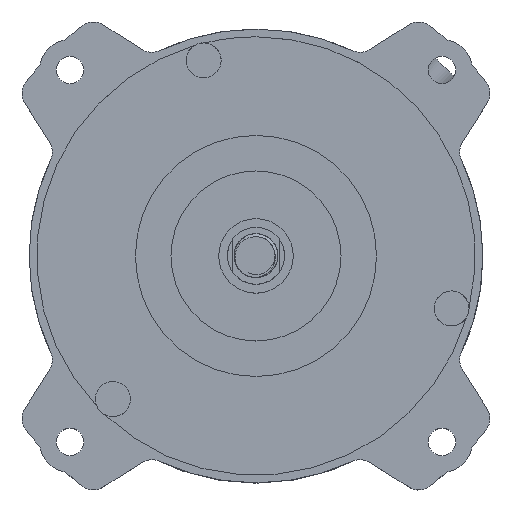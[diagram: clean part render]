
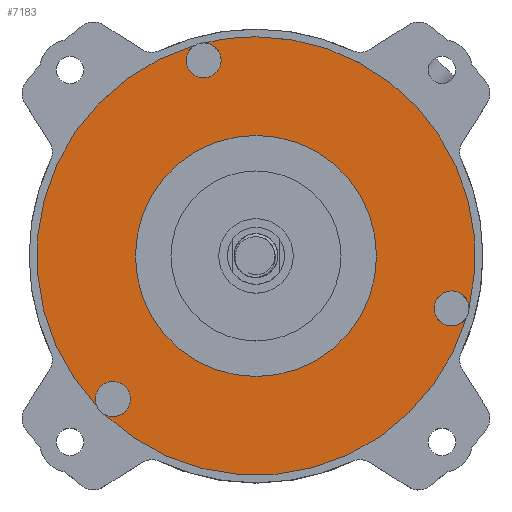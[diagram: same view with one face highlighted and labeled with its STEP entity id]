
A CAD part, top view. The second image highlights one B-rep face of the part: STEP entity #7183.
In plain terms, the highlighted planar face has unit normal (0, 0, 1).
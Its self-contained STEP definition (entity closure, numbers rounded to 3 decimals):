
#36 = CARTESIAN_POINT ( 'NONE',  ( 0., 0., -3.8 ) ) ;
#167 = EDGE_CURVE ( 'NONE', #3429, #5828, #4922, .T. ) ;
#531 = EDGE_CURVE ( 'NONE', #3429, #7300, #6842, .T. ) ;
#539 = DIRECTION ( 'NONE',  ( 0., 0., -1. ) ) ;
#659 = CIRCLE ( 'NONE', #4220, 50. ) ;
#726 = DIRECTION ( 'NONE',  ( 0., 0., -1. ) ) ;
#760 = ORIENTED_EDGE ( 'NONE', *, *, #8104, .F. ) ;
#783 = DIRECTION ( 'NONE',  ( 0., 1., 0. ) ) ;
#900 = CARTESIAN_POINT ( 'NONE',  ( 0., 0., -3.8 ) ) ;
#921 = DIRECTION ( 'NONE',  ( 0., 0., -1. ) ) ;
#989 = CARTESIAN_POINT ( 'NONE',  ( 0., 0., -3.8 ) ) ;
#1157 = DIRECTION ( 'NONE',  ( 0., 0., -1. ) ) ;
#1196 = CARTESIAN_POINT ( 'NONE',  ( -28.66, -32.66, -3.8 ) ) ;
#1238 = ORIENTED_EDGE ( 'NONE', *, *, #6939, .T. ) ;
#1343 = EDGE_CURVE ( 'NONE', #2650, #1511, #4263, .T. ) ;
#1414 = AXIS2_PLACEMENT_3D ( 'NONE', #5140, #1655, #8815 ) ;
#1423 = VERTEX_POINT ( 'NONE', #3755 ) ;
#1477 = DIRECTION ( 'NONE',  ( 0., 1., 0. ) ) ;
#1511 = VERTEX_POINT ( 'NONE', #7706 ) ;
#1545 = DIRECTION ( 'NONE',  ( 0., 0., -1. ) ) ;
#1637 = CARTESIAN_POINT ( 'NONE',  ( 44.614, -11.954, -3.8 ) ) ;
#1638 = DIRECTION ( 'NONE',  ( 0., 1., 0. ) ) ;
#1654 = PLANE ( 'NONE',  #3375 ) ;
#1655 = DIRECTION ( 'NONE',  ( 0., 0., -1. ) ) ;
#1687 = DIRECTION ( 'NONE',  ( 0., 0., -1. ) ) ;
#1719 = AXIS2_PLACEMENT_3D ( 'NONE', #900, #2338, #7342 ) ;
#1877 = AXIS2_PLACEMENT_3D ( 'NONE', #36, #2225, #1477 ) ;
#2005 = CIRCLE ( 'NONE', #3924, 4. ) ;
#2051 = DIRECTION ( 'NONE',  ( 0., 0., -1. ) ) ;
#2077 = CARTESIAN_POINT ( 'NONE',  ( -34.453, -36.236, -3.8 ) ) ;
#2096 = DIRECTION ( 'NONE',  ( 0., -1., 0. ) ) ;
#2181 = CARTESIAN_POINT ( 'NONE',  ( -7.954, 44.614, -3.8 ) ) ;
#2225 = DIRECTION ( 'NONE',  ( 0., 0., -1. ) ) ;
#2300 = ORIENTED_EDGE ( 'NONE', *, *, #7640, .T. ) ;
#2338 = DIRECTION ( 'NONE',  ( 0., 0., -1. ) ) ;
#2344 = CARTESIAN_POINT ( 'NONE',  ( 40.614, -11.954, -3.8 ) ) ;
#2363 = CARTESIAN_POINT ( 'NONE',  ( 0., 0., -3.8 ) ) ;
#2412 = ORIENTED_EDGE ( 'NONE', *, *, #5206, .F. ) ;
#2464 = CIRCLE ( 'NONE', #1414, 4. ) ;
#2487 = EDGE_CURVE ( 'NONE', #4167, #4235, #6336, .T. ) ;
#2650 = VERTEX_POINT ( 'NONE', #4919 ) ;
#2726 = CARTESIAN_POINT ( 'NONE',  ( -11.954, 44.614, -3.8 ) ) ;
#2727 = DIRECTION ( 'NONE',  ( 0., 0., -1. ) ) ;
#3147 = ORIENTED_EDGE ( 'NONE', *, *, #1343, .T. ) ;
#3303 = CARTESIAN_POINT ( 'NONE',  ( -14.155, 47.955, -3.8 ) ) ;
#3346 = ORIENTED_EDGE ( 'NONE', *, *, #531, .F. ) ;
#3365 = AXIS2_PLACEMENT_3D ( 'NONE', #4738, #539, #4015 ) ;
#3375 = AXIS2_PLACEMENT_3D ( 'NONE', #4354, #5837, #7277 ) ;
#3429 = VERTEX_POINT ( 'NONE', #3486 ) ;
#3486 = CARTESIAN_POINT ( 'NONE',  ( -11.719, 48.607, -3.8 ) ) ;
#3524 = CARTESIAN_POINT ( 'NONE',  ( -32.66, -32.66, -3.8 ) ) ;
#3755 = CARTESIAN_POINT ( 'NONE',  ( 47.955, -14.155, -3.8 ) ) ;
#3793 = DIRECTION ( 'NONE',  ( 0., 0., -1. ) ) ;
#3853 = DIRECTION ( 'NONE',  ( 0., 0., -1. ) ) ;
#3867 = ORIENTED_EDGE ( 'NONE', *, *, #167, .T. ) ;
#3924 = AXIS2_PLACEMENT_3D ( 'NONE', #5590, #726, #8532 ) ;
#3987 = EDGE_CURVE ( 'NONE', #5691, #5629, #2005, .T. ) ;
#4015 = DIRECTION ( 'NONE',  ( 0., -1., 0. ) ) ;
#4167 = VERTEX_POINT ( 'NONE', #8033 ) ;
#4220 = AXIS2_PLACEMENT_3D ( 'NONE', #5891, #3793, #7897 ) ;
#4235 = VERTEX_POINT ( 'NONE', #3303 ) ;
#4237 = CARTESIAN_POINT ( 'NONE',  ( 48.607, -11.719, -3.8 ) ) ;
#4263 = CIRCLE ( 'NONE', #8409, 27.5 ) ;
#4354 = CARTESIAN_POINT ( 'NONE',  ( 0., 27.5, -3.8 ) ) ;
#4470 = CARTESIAN_POINT ( 'NONE',  ( -11.954, 44.614, -3.8 ) ) ;
#4488 = FACE_OUTER_BOUND ( 'NONE', #5259, .T. ) ;
#4540 = AXIS2_PLACEMENT_3D ( 'NONE', #1637, #1545, #7953 ) ;
#4696 = AXIS2_PLACEMENT_3D ( 'NONE', #3524, #2051, #2096 ) ;
#4738 = CARTESIAN_POINT ( 'NONE',  ( -32.66, -32.66, -3.8 ) ) ;
#4862 = CIRCLE ( 'NONE', #5312, 4. ) ;
#4898 = DIRECTION ( 'NONE',  ( 0., 0., -1. ) ) ;
#4919 = CARTESIAN_POINT ( 'NONE',  ( 0., -27.5, -3.8 ) ) ;
#4922 = CIRCLE ( 'NONE', #6099, 4. ) ;
#5140 = CARTESIAN_POINT ( 'NONE',  ( -32.66, -32.66, -3.8 ) ) ;
#5206 = EDGE_CURVE ( 'NONE', #1423, #7065, #7064, .T. ) ;
#5259 = EDGE_LOOP ( 'NONE', ( #3346, #3867, #1238, #6729, #8864, #6136, #6885, #2300, #2412, #7553, #6884, #760 ) ) ;
#5312 = AXIS2_PLACEMENT_3D ( 'NONE', #4470, #2727, #9135 ) ;
#5363 = CARTESIAN_POINT ( 'NONE',  ( -11.954, 44.614, -3.8 ) ) ;
#5453 = CIRCLE ( 'NONE', #3365, 4. ) ;
#5490 = VERTEX_POINT ( 'NONE', #7618 ) ;
#5590 = CARTESIAN_POINT ( 'NONE',  ( 44.614, -11.954, -3.8 ) ) ;
#5629 = VERTEX_POINT ( 'NONE', #4237 ) ;
#5637 = DIRECTION ( 'NONE',  ( 0., -1., 0. ) ) ;
#5691 = VERTEX_POINT ( 'NONE', #2344 ) ;
#5719 = CIRCLE ( 'NONE', #4540, 4. ) ;
#5828 = VERTEX_POINT ( 'NONE', #2181 ) ;
#5837 = DIRECTION ( 'NONE',  ( 0., 0., 1. ) ) ;
#5891 = CARTESIAN_POINT ( 'NONE',  ( 0., 0., -3.8 ) ) ;
#6096 = CARTESIAN_POINT ( 'NONE',  ( 0., 50., -3.8 ) ) ;
#6099 = AXIS2_PLACEMENT_3D ( 'NONE', #2726, #4898, #5637 ) ;
#6136 = ORIENTED_EDGE ( 'NONE', *, *, #9126, .T. ) ;
#6336 = CIRCLE ( 'NONE', #7830, 4. ) ;
#6567 = AXIS2_PLACEMENT_3D ( 'NONE', #8056, #1687, #7354 ) ;
#6577 = ORIENTED_EDGE ( 'NONE', *, *, #7471, .T. ) ;
#6610 = CIRCLE ( 'NONE', #1719, 50. ) ;
#6729 = ORIENTED_EDGE ( 'NONE', *, *, #2487, .T. ) ;
#6757 = VERTEX_POINT ( 'NONE', #7959 ) ;
#6842 = CIRCLE ( 'NONE', #6567, 50. ) ;
#6877 = EDGE_CURVE ( 'NONE', #6757, #8843, #5453, .T. ) ;
#6884 = ORIENTED_EDGE ( 'NONE', *, *, #3987, .T. ) ;
#6885 = ORIENTED_EDGE ( 'NONE', *, *, #6877, .T. ) ;
#6939 = EDGE_CURVE ( 'NONE', #5828, #4167, #4862, .T. ) ;
#7064 = CIRCLE ( 'NONE', #1877, 50. ) ;
#7065 = VERTEX_POINT ( 'NONE', #2077 ) ;
#7142 = EDGE_LOOP ( 'NONE', ( #6577, #3147 ) ) ;
#7183 = ADVANCED_FACE ( 'NONE', ( #8776, #4488 ), #1654, .T. ) ;
#7277 = DIRECTION ( 'NONE',  ( 0., -1., 0. ) ) ;
#7300 = VERTEX_POINT ( 'NONE', #6096 ) ;
#7342 = DIRECTION ( 'NONE',  ( 0., 1., 0. ) ) ;
#7354 = DIRECTION ( 'NONE',  ( 0., 1., 0. ) ) ;
#7471 = EDGE_CURVE ( 'NONE', #1511, #2650, #8981, .T. ) ;
#7553 = ORIENTED_EDGE ( 'NONE', *, *, #7682, .T. ) ;
#7618 = CARTESIAN_POINT ( 'NONE',  ( -36.236, -34.453, -3.8 ) ) ;
#7640 = EDGE_CURVE ( 'NONE', #8843, #7065, #8851, .T. ) ;
#7682 = EDGE_CURVE ( 'NONE', #1423, #5691, #5719, .T. ) ;
#7693 = EDGE_CURVE ( 'NONE', #5490, #4235, #6610, .T. ) ;
#7706 = CARTESIAN_POINT ( 'NONE',  ( 0., 27.5, -3.8 ) ) ;
#7830 = AXIS2_PLACEMENT_3D ( 'NONE', #5363, #1157, #8208 ) ;
#7897 = DIRECTION ( 'NONE',  ( 0., 1., 0. ) ) ;
#7953 = DIRECTION ( 'NONE',  ( 0., -1., 0. ) ) ;
#7959 = CARTESIAN_POINT ( 'NONE',  ( -36.66, -32.66, -3.8 ) ) ;
#7963 = AXIS2_PLACEMENT_3D ( 'NONE', #2363, #921, #783 ) ;
#8033 = CARTESIAN_POINT ( 'NONE',  ( -15.954, 44.614, -3.8 ) ) ;
#8056 = CARTESIAN_POINT ( 'NONE',  ( 0., 0., -3.8 ) ) ;
#8104 = EDGE_CURVE ( 'NONE', #7300, #5629, #659, .T. ) ;
#8208 = DIRECTION ( 'NONE',  ( 0., -1., 0. ) ) ;
#8409 = AXIS2_PLACEMENT_3D ( 'NONE', #989, #3853, #1638 ) ;
#8532 = DIRECTION ( 'NONE',  ( 0., -1., 0. ) ) ;
#8776 = FACE_BOUND ( 'NONE', #7142, .T. ) ;
#8815 = DIRECTION ( 'NONE',  ( 0., -1., 0. ) ) ;
#8843 = VERTEX_POINT ( 'NONE', #1196 ) ;
#8851 = CIRCLE ( 'NONE', #4696, 4. ) ;
#8864 = ORIENTED_EDGE ( 'NONE', *, *, #7693, .F. ) ;
#8981 = CIRCLE ( 'NONE', #7963, 27.5 ) ;
#9126 = EDGE_CURVE ( 'NONE', #5490, #6757, #2464, .T. ) ;
#9135 = DIRECTION ( 'NONE',  ( 0., -1., 0. ) ) ;
